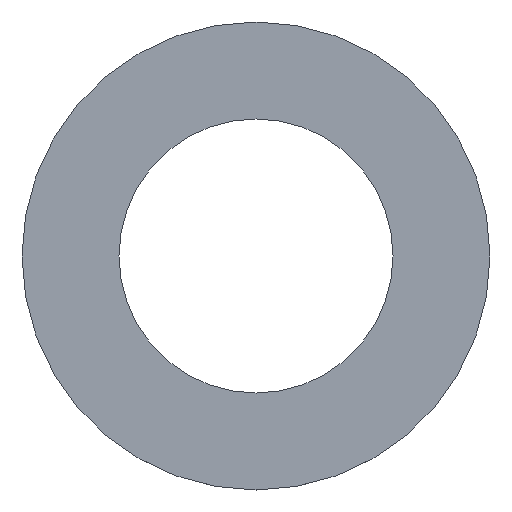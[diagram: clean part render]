
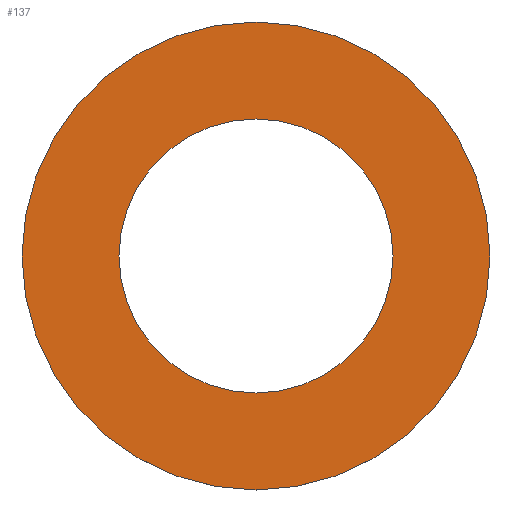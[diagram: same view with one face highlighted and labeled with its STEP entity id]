
A CAD part, top view. The second image highlights one B-rep face of the part: STEP entity #137.
In plain terms, the highlighted planar face has unit normal (0, 0, 1).
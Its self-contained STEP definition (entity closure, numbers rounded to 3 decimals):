
#32=CARTESIAN_POINT('',(35.,0.,-74.));
#33=VERTEX_POINT('',#32);
#59=CARTESIAN_POINT('',(-35.,-0.,-74.));
#60=VERTEX_POINT('',#59);
#61=CARTESIAN_POINT('',(0.,0.,-74.));
#62=DIRECTION('',(0.,0.,-1.));
#63=DIRECTION('',(-1.,0.,0.));
#64=AXIS2_PLACEMENT_3D('',#61,#62,#63);
#65=CIRCLE('',#64,35.);
#66=EDGE_CURVE('',#33,#60,#65,.T.);
#68=CARTESIAN_POINT('',(0.,0.,-74.));
#69=DIRECTION('',(0.,0.,-1.));
#70=DIRECTION('',(-1.,0.,0.));
#71=AXIS2_PLACEMENT_3D('',#68,#69,#70);
#72=CIRCLE('',#71,35.);
#73=EDGE_CURVE('',#60,#33,#72,.T.);
#108=CARTESIAN_POINT('',(0.,0.,-74.));
#109=DIRECTION('',(0.,0.,-1.));
#110=DIRECTION('',(-1.,0.,0.));
#111=AXIS2_PLACEMENT_3D('',#108,#109,#110);
#112=PLANE('',#111);
#113=CARTESIAN_POINT('',(-20.5,-0.,-74.));
#114=VERTEX_POINT('',#113);
#115=CARTESIAN_POINT('',(20.5,0.,-74.));
#116=VERTEX_POINT('',#115);
#117=CARTESIAN_POINT('',(0.,0.,-74.));
#118=DIRECTION('',(0.,0.,-1.));
#119=DIRECTION('',(-1.,0.,0.));
#120=AXIS2_PLACEMENT_3D('',#117,#118,#119);
#121=CIRCLE('',#120,20.5);
#122=EDGE_CURVE('',#114,#116,#121,.T.);
#123=ORIENTED_EDGE('',*,*,#122,.T.);
#124=CARTESIAN_POINT('',(0.,0.,-74.));
#125=DIRECTION('',(0.,0.,-1.));
#126=DIRECTION('',(-1.,0.,0.));
#127=AXIS2_PLACEMENT_3D('',#124,#125,#126);
#128=CIRCLE('',#127,20.5);
#129=EDGE_CURVE('',#116,#114,#128,.T.);
#130=ORIENTED_EDGE('',*,*,#129,.T.);
#131=EDGE_LOOP('',(#123,#130));
#132=FACE_BOUND('',#131,.T.);
#133=ORIENTED_EDGE('',*,*,#66,.F.);
#134=ORIENTED_EDGE('',*,*,#73,.F.);
#135=EDGE_LOOP('',(#133,#134));
#136=FACE_BOUND('',#135,.T.);
#137=ADVANCED_FACE('',(#132,#136),#112,.F.);
